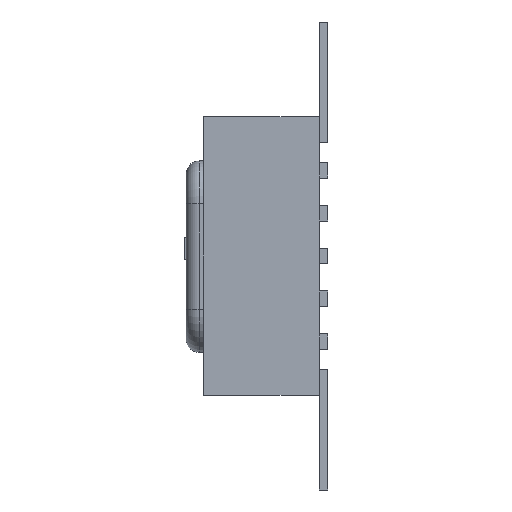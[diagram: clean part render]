
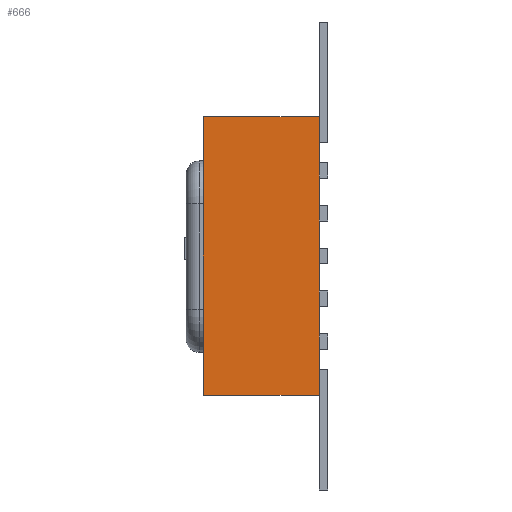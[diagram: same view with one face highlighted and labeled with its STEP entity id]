
A CAD part, left-side view. The second image highlights one B-rep face of the part: STEP entity #666.
In plain terms, the highlighted planar face has unit normal (-1, 0, 0).
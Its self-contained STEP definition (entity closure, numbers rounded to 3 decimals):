
#208 = EDGE_CURVE ( 'NONE', #8560, #9051, #3126, .T. ) ;
#275 = CARTESIAN_POINT ( 'NONE',  ( -7.497, 2.7, -4.914 ) ) ;
#400 = DIRECTION ( 'NONE',  ( 0., -1., 0. ) ) ;
#454 = EDGE_CURVE ( 'NONE', #5676, #9280, #1673, .T. ) ;
#666 = ADVANCED_FACE ( 'NONE', ( #7665 ), #3849, .F. ) ;
#894 = ORIENTED_EDGE ( 'NONE', *, *, #9077, .T. ) ;
#907 = CARTESIAN_POINT ( 'NONE',  ( -7.497, 0., 0.151 ) ) ;
#1120 = CARTESIAN_POINT ( 'NONE',  ( -7.497, 0., -4.914 ) ) ;
#1225 = DIRECTION ( 'NONE',  ( 0., 0., -1. ) ) ;
#1257 = EDGE_CURVE ( 'NONE', #5803, #2944, #2794, .T. ) ;
#1387 = DIRECTION ( 'NONE',  ( 0., 0., 1. ) ) ;
#1480 = LINE ( 'NONE', #7601, #10084 ) ;
#1555 = CARTESIAN_POINT ( 'NONE',  ( -7.497, 0., -4.914 ) ) ;
#1559 = EDGE_CURVE ( 'NONE', #9280, #3033, #5114, .T. ) ;
#1589 = DIRECTION ( 'NONE',  ( 0., 0., 1. ) ) ;
#1673 = LINE ( 'NONE', #9726, #10273 ) ;
#1741 = EDGE_CURVE ( 'NONE', #3649, #2726, #1480, .T. ) ;
#2007 = DIRECTION ( 'NONE',  ( 0., 0., 1. ) ) ;
#2015 = EDGE_CURVE ( 'NONE', #2944, #2753, #2765, .T. ) ;
#2125 = CARTESIAN_POINT ( 'NONE',  ( -7.497, 2.7, -4.914 ) ) ;
#2229 = CARTESIAN_POINT ( 'NONE',  ( -7.497, 0., -2.849 ) ) ;
#2336 = VECTOR ( 'NONE', #4360, 1000. ) ;
#2395 = CARTESIAN_POINT ( 'NONE',  ( -7.497, 0., -4.914 ) ) ;
#2706 = DIRECTION ( 'NONE',  ( 0., 0., 1. ) ) ;
#2726 = VERTEX_POINT ( 'NONE', #3816 ) ;
#2753 = VERTEX_POINT ( 'NONE', #2229 ) ;
#2765 = LINE ( 'NONE', #5132, #9159 ) ;
#2794 = LINE ( 'NONE', #9201, #9183 ) ;
#2914 = LINE ( 'NONE', #275, #9290 ) ;
#2944 = VERTEX_POINT ( 'NONE', #9990 ) ;
#3033 = VERTEX_POINT ( 'NONE', #907 ) ;
#3096 = LINE ( 'NONE', #1555, #5283 ) ;
#3103 = CARTESIAN_POINT ( 'NONE',  ( -7.497, 0., -1.849 ) ) ;
#3117 = ORIENTED_EDGE ( 'NONE', *, *, #208, .T. ) ;
#3126 = LINE ( 'NONE', #6525, #9236 ) ;
#3181 = LINE ( 'NONE', #1120, #7468 ) ;
#3474 = ORIENTED_EDGE ( 'NONE', *, *, #454, .T. ) ;
#3512 = ORIENTED_EDGE ( 'NONE', *, *, #2015, .T. ) ;
#3530 = CARTESIAN_POINT ( 'NONE',  ( -7.497, 2.7, 1.586 ) ) ;
#3649 = VERTEX_POINT ( 'NONE', #8614 ) ;
#3704 = DIRECTION ( 'NONE',  ( 0., 0., 1. ) ) ;
#3816 = CARTESIAN_POINT ( 'NONE',  ( -7.497, 0., 1.586 ) ) ;
#3849 = PLANE ( 'NONE',  #10808 ) ;
#4360 = DIRECTION ( 'NONE',  ( 0., -1., 0. ) ) ;
#4538 = LINE ( 'NONE', #3530, #2336 ) ;
#4612 = DIRECTION ( 'NONE',  ( 0., 0., 1. ) ) ;
#4631 = LINE ( 'NONE', #2125, #6846 ) ;
#4658 = DIRECTION ( 'NONE',  ( 0., 0., 1. ) ) ;
#4809 = EDGE_CURVE ( 'NONE', #9051, #5676, #3096, .T. ) ;
#5093 = CARTESIAN_POINT ( 'NONE',  ( -7.497, 0., -2.479 ) ) ;
#5114 = LINE ( 'NONE', #7212, #10751 ) ;
#5132 = CARTESIAN_POINT ( 'NONE',  ( -7.497, 0., -4.914 ) ) ;
#5171 = DIRECTION ( 'NONE',  ( 0., 0., 1. ) ) ;
#5194 = EDGE_CURVE ( 'NONE', #7961, #9266, #4631, .T. ) ;
#5228 = EDGE_LOOP ( 'NONE', ( #8133, #8023, #3512, #10200, #894, #3117, #6792, #3474, #8995, #9007, #7086, #9205, #6383, #6428 ) ) ;
#5264 = EDGE_CURVE ( 'NONE', #3033, #3649, #5804, .T. ) ;
#5274 = LINE ( 'NONE', #6857, #7256 ) ;
#5283 = VECTOR ( 'NONE', #6516, 1000. ) ;
#5583 = CARTESIAN_POINT ( 'NONE',  ( -7.497, 0., -4.914 ) ) ;
#5676 = VERTEX_POINT ( 'NONE', #5696 ) ;
#5696 = CARTESIAN_POINT ( 'NONE',  ( -7.497, 0., -0.849 ) ) ;
#5803 = VERTEX_POINT ( 'NONE', #6892 ) ;
#5804 = LINE ( 'NONE', #5583, #7772 ) ;
#6148 = CARTESIAN_POINT ( 'NONE',  ( -7.497, 2.7, -4.914 ) ) ;
#6261 = DIRECTION ( 'NONE',  ( 1., 0., 0. ) ) ;
#6297 = DIRECTION ( 'NONE',  ( 0., 0., 1. ) ) ;
#6383 = ORIENTED_EDGE ( 'NONE', *, *, #8373, .F. ) ;
#6428 = ORIENTED_EDGE ( 'NONE', *, *, #5194, .T. ) ;
#6516 = DIRECTION ( 'NONE',  ( 0., 0., 1. ) ) ;
#6525 = CARTESIAN_POINT ( 'NONE',  ( -7.497, 0., -4.914 ) ) ;
#6764 = DIRECTION ( 'NONE',  ( 0., 0., 1. ) ) ;
#6792 = ORIENTED_EDGE ( 'NONE', *, *, #4809, .T. ) ;
#6846 = VECTOR ( 'NONE', #400, 1000. ) ;
#6857 = CARTESIAN_POINT ( 'NONE',  ( -7.497, 0., -4.914 ) ) ;
#6892 = CARTESIAN_POINT ( 'NONE',  ( -7.497, 0., -3.849 ) ) ;
#6949 = DIRECTION ( 'NONE',  ( 0., 0., 1. ) ) ;
#7086 = ORIENTED_EDGE ( 'NONE', *, *, #1741, .T. ) ;
#7212 = CARTESIAN_POINT ( 'NONE',  ( -7.497, 0., -4.914 ) ) ;
#7256 = VECTOR ( 'NONE', #2706, 1000. ) ;
#7278 = VECTOR ( 'NONE', #1589, 1000. ) ;
#7327 = CARTESIAN_POINT ( 'NONE',  ( -7.497, 2.7, 1.586 ) ) ;
#7432 = VERTEX_POINT ( 'NONE', #7327 ) ;
#7468 = VECTOR ( 'NONE', #6949, 1000. ) ;
#7538 = LINE ( 'NONE', #2395, #7278 ) ;
#7601 = CARTESIAN_POINT ( 'NONE',  ( -7.497, 0., -4.914 ) ) ;
#7665 = FACE_OUTER_BOUND ( 'NONE', #5228, .T. ) ;
#7772 = VECTOR ( 'NONE', #5171, 1000. ) ;
#7823 = CARTESIAN_POINT ( 'NONE',  ( -7.497, 0., -4.914 ) ) ;
#7961 = VERTEX_POINT ( 'NONE', #6148 ) ;
#8023 = ORIENTED_EDGE ( 'NONE', *, *, #1257, .T. ) ;
#8133 = ORIENTED_EDGE ( 'NONE', *, *, #10103, .T. ) ;
#8326 = EDGE_CURVE ( 'NONE', #2753, #9162, #3181, .T. ) ;
#8373 = EDGE_CURVE ( 'NONE', #7961, #7432, #2914, .T. ) ;
#8560 = VERTEX_POINT ( 'NONE', #3103 ) ;
#8614 = CARTESIAN_POINT ( 'NONE',  ( -7.497, 0., 0.521 ) ) ;
#8995 = ORIENTED_EDGE ( 'NONE', *, *, #1559, .T. ) ;
#9007 = ORIENTED_EDGE ( 'NONE', *, *, #5264, .T. ) ;
#9051 = VERTEX_POINT ( 'NONE', #9059 ) ;
#9059 = CARTESIAN_POINT ( 'NONE',  ( -7.497, 0., -1.479 ) ) ;
#9077 = EDGE_CURVE ( 'NONE', #9162, #8560, #7538, .T. ) ;
#9159 = VECTOR ( 'NONE', #2007, 1000. ) ;
#9162 = VERTEX_POINT ( 'NONE', #5093 ) ;
#9183 = VECTOR ( 'NONE', #4612, 1000. ) ;
#9201 = CARTESIAN_POINT ( 'NONE',  ( -7.497, 0., -4.914 ) ) ;
#9205 = ORIENTED_EDGE ( 'NONE', *, *, #10670, .F. ) ;
#9236 = VECTOR ( 'NONE', #6297, 1000. ) ;
#9266 = VERTEX_POINT ( 'NONE', #7823 ) ;
#9280 = VERTEX_POINT ( 'NONE', #9477 ) ;
#9290 = VECTOR ( 'NONE', #3704, 1000. ) ;
#9477 = CARTESIAN_POINT ( 'NONE',  ( -7.497, 0., -0.479 ) ) ;
#9726 = CARTESIAN_POINT ( 'NONE',  ( -7.497, 0., -4.914 ) ) ;
#9990 = CARTESIAN_POINT ( 'NONE',  ( -7.497, 0., -3.479 ) ) ;
#10084 = VECTOR ( 'NONE', #6764, 1000. ) ;
#10103 = EDGE_CURVE ( 'NONE', #9266, #5803, #5274, .T. ) ;
#10200 = ORIENTED_EDGE ( 'NONE', *, *, #8326, .T. ) ;
#10229 = CARTESIAN_POINT ( 'NONE',  ( -7.497, 2.7, -4.914 ) ) ;
#10273 = VECTOR ( 'NONE', #4658, 1000. ) ;
#10670 = EDGE_CURVE ( 'NONE', #7432, #2726, #4538, .T. ) ;
#10751 = VECTOR ( 'NONE', #1387, 1000. ) ;
#10808 = AXIS2_PLACEMENT_3D ( 'NONE', #10229, #6261, #1225 ) ;
